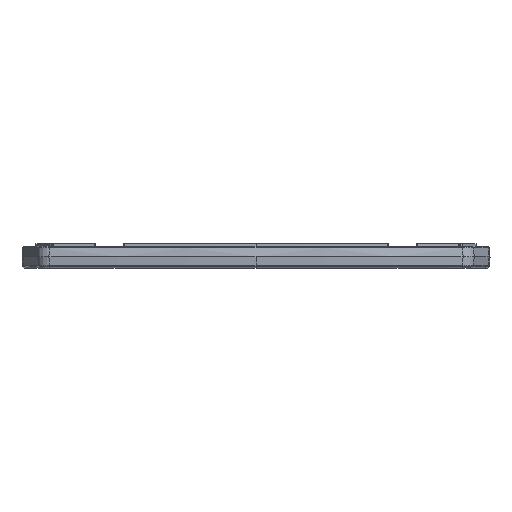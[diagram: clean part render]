
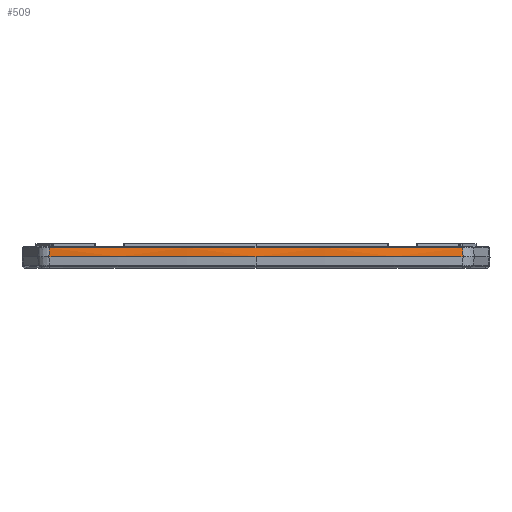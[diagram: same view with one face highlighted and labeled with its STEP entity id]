
A CAD part, top view. The second image highlights one B-rep face of the part: STEP entity #509.
In plain terms, the highlighted conical face has half-angle 5.651 degrees and reference radius 380.035 mm.
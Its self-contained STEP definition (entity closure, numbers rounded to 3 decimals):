
#288 = DIRECTION ( 'NONE',  ( -0.011, 0.995, -0.098 ) ) ;
#509 = ADVANCED_FACE ( 'NONE', ( #3480 ), #7961, .T. ) ;
#895 = LINE ( 'NONE', #11754, #1183 ) ;
#1106 = VECTOR ( 'NONE', #288, 1000. ) ;
#1183 = VECTOR ( 'NONE', #7096, 1000. ) ;
#1697 = EDGE_CURVE ( 'NONE', #6120, #9556, #10770, .T. ) ;
#1761 = CIRCLE ( 'NONE', #9584, 380.035 ) ;
#2077 = DIRECTION ( 'NONE',  ( 0., -1., 0. ) ) ;
#2205 = CARTESIAN_POINT ( 'NONE',  ( 43.134, 0., 94.369 ) ) ;
#2206 = ORIENTED_EDGE ( 'NONE', *, *, #2566, .F. ) ;
#2543 = DIRECTION ( 'NONE',  ( 0., -1., 0. ) ) ;
#2566 = EDGE_CURVE ( 'NONE', #10841, #11808, #1761, .T. ) ;
#2570 = CARTESIAN_POINT ( 'NONE',  ( -43.114, 1.816, 94.19 ) ) ;
#2611 = LINE ( 'NONE', #9721, #1106 ) ;
#3282 = CARTESIAN_POINT ( 'NONE',  ( 0., 1.816, -283.21 ) ) ;
#3480 = FACE_OUTER_BOUND ( 'NONE', #11860, .T. ) ;
#4023 = DIRECTION ( 'NONE',  ( 0., 0., -1. ) ) ;
#4913 = CARTESIAN_POINT ( 'NONE',  ( 0., 0., -283.21 ) ) ;
#4937 = ORIENTED_EDGE ( 'NONE', *, *, #5501, .T. ) ;
#5274 = DIRECTION ( 'NONE',  ( 0., 0., -1. ) ) ;
#5303 = VERTEX_POINT ( 'NONE', #9114 ) ;
#5501 = EDGE_CURVE ( 'NONE', #10841, #6120, #2611, .T. ) ;
#5686 = DIRECTION ( 'NONE',  ( 0., 0., -1. ) ) ;
#6078 = ORIENTED_EDGE ( 'NONE', *, *, #1697, .T. ) ;
#6120 = VERTEX_POINT ( 'NONE', #6345 ) ;
#6345 = CARTESIAN_POINT ( 'NONE',  ( 43.114, 1.816, 94.19 ) ) ;
#6379 = ORIENTED_EDGE ( 'NONE', *, *, #6974, .F. ) ;
#6974 = EDGE_CURVE ( 'NONE', #11808, #5303, #7431, .T. ) ;
#7096 = DIRECTION ( 'NONE',  ( 0.011, 0.995, -0.098 ) ) ;
#7145 = CARTESIAN_POINT ( 'NONE',  ( 0., 0., -283.21 ) ) ;
#7393 = AXIS2_PLACEMENT_3D ( 'NONE', #7145, #2543, #5274 ) ;
#7431 = CIRCLE ( 'NONE', #7393, 380.035 ) ;
#7961 = CONICAL_SURFACE ( 'NONE', #8049, 380.035, 0.099 ) ;
#8049 = AXIS2_PLACEMENT_3D ( 'NONE', #4913, #8501, #5686 ) ;
#8091 = DIRECTION ( 'NONE',  ( 0., -1., 0. ) ) ;
#8341 = CARTESIAN_POINT ( 'NONE',  ( 0., 0., 96.825 ) ) ;
#8501 = DIRECTION ( 'NONE',  ( 0., -1., 0. ) ) ;
#9114 = CARTESIAN_POINT ( 'NONE',  ( -43.134, 0., 94.369 ) ) ;
#9408 = EDGE_CURVE ( 'NONE', #5303, #9556, #895, .T. ) ;
#9556 = VERTEX_POINT ( 'NONE', #2570 ) ;
#9584 = AXIS2_PLACEMENT_3D ( 'NONE', #11469, #2077, #4023 ) ;
#9721 = CARTESIAN_POINT ( 'NONE',  ( 43.124, 0.908, 94.28 ) ) ;
#10742 = DIRECTION ( 'NONE',  ( 0., 0., -1. ) ) ;
#10770 = CIRCLE ( 'NONE', #11240, 379.855 ) ;
#10841 = VERTEX_POINT ( 'NONE', #2205 ) ;
#11240 = AXIS2_PLACEMENT_3D ( 'NONE', #3282, #8091, #10742 ) ;
#11469 = CARTESIAN_POINT ( 'NONE',  ( 0., 0., -283.21 ) ) ;
#11754 = CARTESIAN_POINT ( 'NONE',  ( -43.124, 0.908, 94.28 ) ) ;
#11808 = VERTEX_POINT ( 'NONE', #8341 ) ;
#11860 = EDGE_LOOP ( 'NONE', ( #12121, #6379, #2206, #4937, #6078 ) ) ;
#12121 = ORIENTED_EDGE ( 'NONE', *, *, #9408, .F. ) ;
